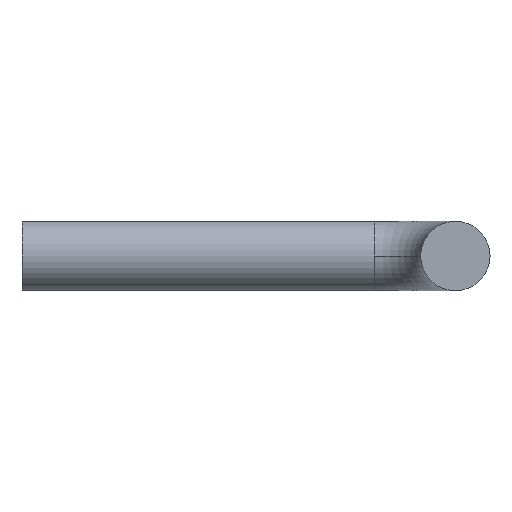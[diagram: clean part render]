
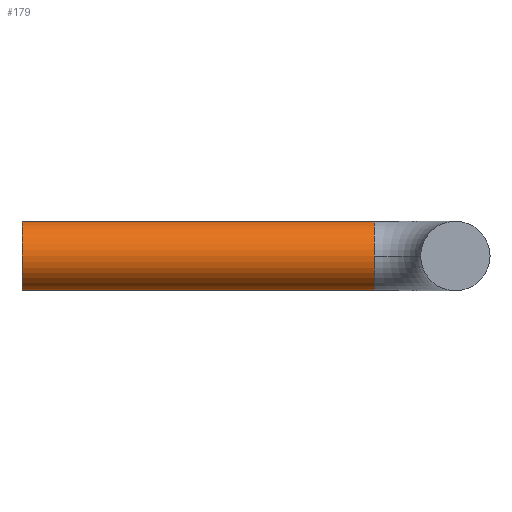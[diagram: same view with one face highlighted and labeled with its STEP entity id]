
A CAD part, left-side view. The second image highlights one B-rep face of the part: STEP entity #179.
In plain terms, the highlighted cylindrical face has radius 6 mm (diameter 12 mm), a partial arc.
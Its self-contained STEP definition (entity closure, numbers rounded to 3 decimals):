
#8 = EDGE_CURVE ( 'NONE', #54, #132, #241, .T. ) ;
#13 = DIRECTION ( 'NONE',  ( 0., 0., -1. ) ) ;
#23 = AXIS2_PLACEMENT_3D ( 'NONE', #168, #36, #13 ) ;
#31 = VERTEX_POINT ( 'NONE', #143 ) ;
#34 = ORIENTED_EDGE ( 'NONE', *, *, #254, .T. ) ;
#36 = DIRECTION ( 'NONE',  ( 0., 1., 0. ) ) ;
#38 = DIRECTION ( 'NONE',  ( 0., 1., 0. ) ) ;
#42 = EDGE_CURVE ( 'NONE', #31, #54, #247, .T. ) ;
#47 = CARTESIAN_POINT ( 'NONE',  ( 80., 14., 0. ) ) ;
#54 = VERTEX_POINT ( 'NONE', #142 ) ;
#59 = VERTEX_POINT ( 'NONE', #262 ) ;
#60 = ORIENTED_EDGE ( 'NONE', *, *, #42, .T. ) ;
#64 = DIRECTION ( 'NONE',  ( 0., 1., 0. ) ) ;
#69 = CARTESIAN_POINT ( 'NONE',  ( 80., 14., -6. ) ) ;
#90 = VECTOR ( 'NONE', #175, 1000. ) ;
#96 = DIRECTION ( 'NONE',  ( 0., 1., 0. ) ) ;
#114 = CARTESIAN_POINT ( 'NONE',  ( 80., 75., 6. ) ) ;
#119 = CARTESIAN_POINT ( 'NONE',  ( 80., 75., -6. ) ) ;
#130 = EDGE_CURVE ( 'NONE', #205, #132, #226, .T. ) ;
#132 = VERTEX_POINT ( 'NONE', #114 ) ;
#142 = CARTESIAN_POINT ( 'NONE',  ( 80., 14., 6. ) ) ;
#143 = CARTESIAN_POINT ( 'NONE',  ( 74., 14., 0. ) ) ;
#147 = DIRECTION ( 'NONE',  ( 0., 0., -1. ) ) ;
#149 = ORIENTED_EDGE ( 'NONE', *, *, #130, .F. ) ;
#151 = CYLINDRICAL_SURFACE ( 'NONE', #199, 6. ) ;
#161 = LINE ( 'NONE', #69, #90 ) ;
#168 = CARTESIAN_POINT ( 'NONE',  ( 80., 14., 0. ) ) ;
#170 = CARTESIAN_POINT ( 'NONE',  ( 80., 75., 0. ) ) ;
#175 = DIRECTION ( 'NONE',  ( 0., 1., 0. ) ) ;
#179 = ADVANCED_FACE ( 'NONE', ( #182 ), #151, .T. ) ;
#182 = FACE_OUTER_BOUND ( 'NONE', #305, .T. ) ;
#189 = AXIS2_PLACEMENT_3D ( 'NONE', #170, #64, #213 ) ;
#192 = CIRCLE ( 'NONE', #203, 6. ) ;
#197 = CARTESIAN_POINT ( 'NONE',  ( 80., 14., 6. ) ) ;
#199 = AXIS2_PLACEMENT_3D ( 'NONE', #47, #96, #311 ) ;
#200 = CARTESIAN_POINT ( 'NONE',  ( 80., 14., 0. ) ) ;
#203 = AXIS2_PLACEMENT_3D ( 'NONE', #200, #312, #147 ) ;
#205 = VERTEX_POINT ( 'NONE', #119 ) ;
#209 = EDGE_CURVE ( 'NONE', #59, #205, #161, .T. ) ;
#213 = DIRECTION ( 'NONE',  ( 0., 0., -1. ) ) ;
#226 = CIRCLE ( 'NONE', #189, 6. ) ;
#229 = VECTOR ( 'NONE', #38, 1000. ) ;
#234 = ORIENTED_EDGE ( 'NONE', *, *, #209, .F. ) ;
#241 = LINE ( 'NONE', #197, #229 ) ;
#247 = CIRCLE ( 'NONE', #23, 6. ) ;
#254 = EDGE_CURVE ( 'NONE', #59, #31, #192, .T. ) ;
#262 = CARTESIAN_POINT ( 'NONE',  ( 80., 14., -6. ) ) ;
#295 = ORIENTED_EDGE ( 'NONE', *, *, #8, .T. ) ;
#305 = EDGE_LOOP ( 'NONE', ( #234, #34, #60, #295, #149 ) ) ;
#311 = DIRECTION ( 'NONE',  ( 0., 0., 1. ) ) ;
#312 = DIRECTION ( 'NONE',  ( 0., 1., 0. ) ) ;
